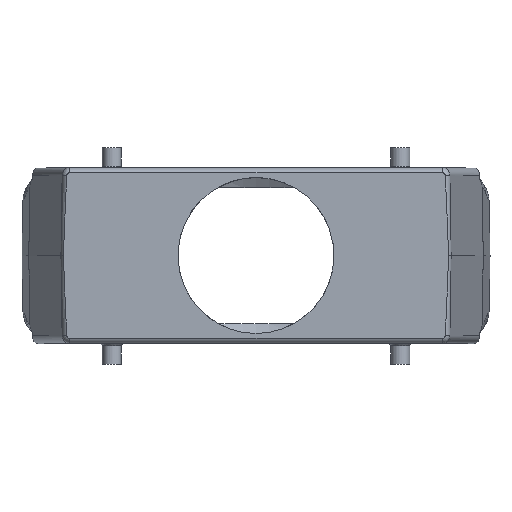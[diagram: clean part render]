
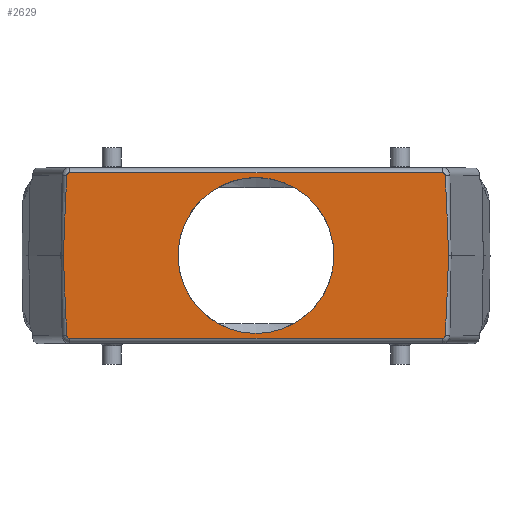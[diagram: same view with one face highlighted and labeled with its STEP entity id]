
A CAD part, top view. The second image highlights one B-rep face of the part: STEP entity #2629.
In plain terms, the highlighted planar face has unit normal (0, 0, 1).
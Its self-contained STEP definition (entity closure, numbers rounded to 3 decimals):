
#1395=ELLIPSE('',#7071,114.609,2.);
#1396=ELLIPSE('',#7076,114.609,2.);
#1397=ELLIPSE('',#7086,114.609,2.);
#1399=ELLIPSE('',#7091,114.609,2.);
#1475=LINE('',#9014,#1904);
#1479=LINE('',#9047,#1908);
#1904=VECTOR('',#7590,1.);
#1908=VECTOR('',#7628,1.);
#2332=FACE_BOUND('',#3184,.T.);
#2333=FACE_BOUND('',#3185,.T.);
#2629=ADVANCED_FACE('',(#2332,#2333),#6694,.T.);
#3184=EDGE_LOOP('',(#4578));
#3185=EDGE_LOOP('',(#4579,#4580,#4581,#4582,#4583,#4584,#4585,#4586,#4587,
#4588));
#4578=ORIENTED_EDGE('',*,*,#5800,.T.);
#4579=ORIENTED_EDGE('',*,*,#5191,.F.);
#4580=ORIENTED_EDGE('',*,*,#5197,.F.);
#4581=ORIENTED_EDGE('',*,*,#5203,.F.);
#4582=ORIENTED_EDGE('',*,*,#5209,.F.);
#4583=ORIENTED_EDGE('',*,*,#5214,.F.);
#4584=ORIENTED_EDGE('',*,*,#5211,.F.);
#4585=ORIENTED_EDGE('',*,*,#5205,.F.);
#4586=ORIENTED_EDGE('',*,*,#5199,.F.);
#4587=ORIENTED_EDGE('',*,*,#5193,.F.);
#4588=ORIENTED_EDGE('',*,*,#5187,.F.);
#4716=VERTEX_POINT('',#9001);
#4717=VERTEX_POINT('',#9003);
#4719=VERTEX_POINT('',#9009);
#4721=VERTEX_POINT('',#9015);
#4723=VERTEX_POINT('',#9021);
#4725=VERTEX_POINT('',#9027);
#4728=VERTEX_POINT('',#9034);
#4729=VERTEX_POINT('',#9039);
#4731=VERTEX_POINT('',#9045);
#4733=VERTEX_POINT('',#9051);
#5096=VERTEX_POINT('',#12276);
#5187=EDGE_CURVE('',#4716,#4717,#5835,.T.);
#5191=EDGE_CURVE('',#4719,#4716,#1395,.T.);
#5193=EDGE_CURVE('',#4717,#4721,#1475,.T.);
#5197=EDGE_CURVE('',#4723,#4719,#1396,.T.);
#5199=EDGE_CURVE('',#4721,#4725,#5840,.T.);
#5203=EDGE_CURVE('',#4728,#4723,#5844,.T.);
#5205=EDGE_CURVE('',#4725,#4729,#1397,.T.);
#5209=EDGE_CURVE('',#4731,#4728,#1479,.T.);
#5211=EDGE_CURVE('',#4729,#4733,#1399,.T.);
#5214=EDGE_CURVE('',#4733,#4731,#5848,.T.);
#5800=EDGE_CURVE('',#5096,#5096,#5921,.T.);
#5835=CIRCLE('',#7066,0.74);
#5840=CIRCLE('',#7078,0.74);
#5844=CIRCLE('',#7083,0.74);
#5848=CIRCLE('',#7094,0.74);
#5921=CIRCLE('',#7390,20.);
#6694=PLANE('',#7391);
#7066=AXIS2_PLACEMENT_3D('',#9002,#7575,#7576);
#7071=AXIS2_PLACEMENT_3D('',#9011,#7585,#7586);
#7076=AXIS2_PLACEMENT_3D('',#9023,#7598,#7599);
#7078=AXIS2_PLACEMENT_3D('',#9026,#7603,#7604);
#7083=AXIS2_PLACEMENT_3D('',#9035,#7613,#7614);
#7086=AXIS2_PLACEMENT_3D('',#9038,#7619,#7620);
#7091=AXIS2_PLACEMENT_3D('',#9050,#7632,#7633);
#7094=AXIS2_PLACEMENT_3D('',#9056,#7639,#7640);
#7390=AXIS2_PLACEMENT_3D('',#12275,#8607,#8608);
#7391=AXIS2_PLACEMENT_3D('',#12277,#8609,#8610);
#7575=DIRECTION('',(0.,0.,-1.));
#7576=DIRECTION('',(-1.,0.,0.));
#7585=DIRECTION('',(0.,0.,-1.));
#7586=DIRECTION('',(-0.014,-1.,0.));
#7590=DIRECTION('',(1.,0.,0.));
#7598=DIRECTION('',(0.,0.,-1.));
#7599=DIRECTION('',(0.014,-1.,0.));
#7603=DIRECTION('',(0.,0.,-1.));
#7604=DIRECTION('',(-1.,0.,0.));
#7613=DIRECTION('',(0.,0.,-1.));
#7614=DIRECTION('',(-1.,0.,0.));
#7619=DIRECTION('',(0.,0.,-1.));
#7620=DIRECTION('',(0.014,-1.,0.));
#7628=DIRECTION('',(-1.,0.,0.));
#7632=DIRECTION('',(0.,0.,-1.));
#7633=DIRECTION('',(-0.014,-1.,0.));
#7639=DIRECTION('',(0.,0.,-1.));
#7640=DIRECTION('',(-1.,0.,0.));
#8607=DIRECTION('',(0.,0.,-1.));
#8608=DIRECTION('',(0.,-1.,0.));
#8609=DIRECTION('',(0.,0.,1.));
#8610=DIRECTION('',(-1.,0.,0.));
#9001=CARTESIAN_POINT('',(-48.492,20.543,66.35));
#9002=CARTESIAN_POINT('',(-47.753,20.5,66.35));
#9003=CARTESIAN_POINT('',(-47.753,21.24,66.35));
#9009=CARTESIAN_POINT('',(-49.372,0.,66.35));
#9011=CARTESIAN_POINT('',(-49.285,-85.952,66.35));
#9014=CARTESIAN_POINT('',(-53.287,21.24,66.35));
#9015=CARTESIAN_POINT('',(47.753,21.24,66.35));
#9021=CARTESIAN_POINT('',(-48.492,-20.543,66.35));
#9023=CARTESIAN_POINT('',(-49.285,85.952,66.35));
#9026=CARTESIAN_POINT('',(47.753,20.5,66.35));
#9027=CARTESIAN_POINT('',(48.492,20.543,66.35));
#9034=CARTESIAN_POINT('',(-47.753,-21.24,66.35));
#9035=CARTESIAN_POINT('',(-47.753,-20.5,66.35));
#9038=CARTESIAN_POINT('',(49.285,-85.952,66.35));
#9039=CARTESIAN_POINT('',(49.372,0.,66.35));
#9045=CARTESIAN_POINT('',(47.753,-21.24,66.35));
#9047=CARTESIAN_POINT('',(-49.697,-21.24,66.35));
#9050=CARTESIAN_POINT('',(49.285,85.952,66.35));
#9051=CARTESIAN_POINT('',(48.492,-20.543,66.35));
#9056=CARTESIAN_POINT('',(47.753,-20.5,66.35));
#12275=CARTESIAN_POINT('',(0.,0.012,66.35));
#12276=CARTESIAN_POINT('',(0.,-19.988,66.35));
#12277=CARTESIAN_POINT('',(-52.5,-29.988,66.35));
